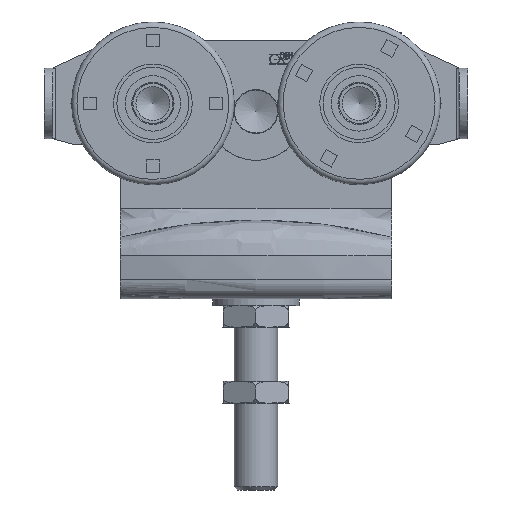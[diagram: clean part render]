
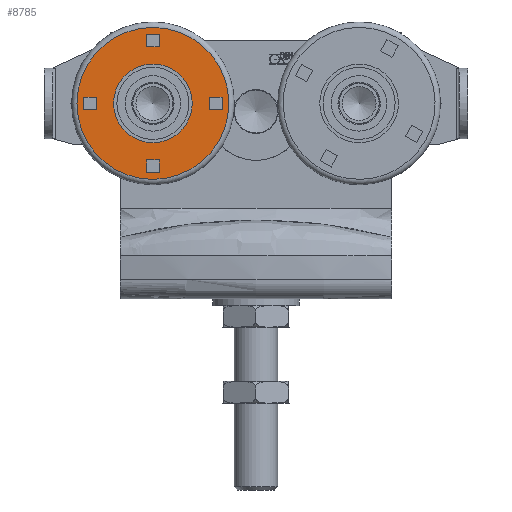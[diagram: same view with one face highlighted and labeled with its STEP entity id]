
A CAD part, left-side view. The second image highlights one B-rep face of the part: STEP entity #8785.
In plain terms, the highlighted planar face has unit normal (-1, 0, 0).
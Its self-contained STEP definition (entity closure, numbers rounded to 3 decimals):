
#357=FACE_BOUND('',#1904,.T.);
#358=FACE_BOUND('',#1905,.T.);
#359=FACE_BOUND('',#1906,.T.);
#360=FACE_BOUND('',#1907,.T.);
#361=FACE_BOUND('',#1908,.T.);
#842=CIRCLE('',#9640,28.);
#868=CIRCLE('',#9682,14.5);
#1367=FACE_OUTER_BOUND('',#1903,.T.);
#1903=EDGE_LOOP('',(#7611));
#1904=EDGE_LOOP('',(#7612,#7613,#7614,#7615));
#1905=EDGE_LOOP('',(#7616,#7617,#7618,#7619));
#1906=EDGE_LOOP('',(#7620,#7621,#7622,#7623));
#1907=EDGE_LOOP('',(#7624,#7625,#7626,#7627));
#1908=EDGE_LOOP('',(#7628));
#2656=LINE('',#15081,#3390);
#2659=LINE('',#15087,#3393);
#2662=LINE('',#15093,#3396);
#2665=LINE('',#15097,#3399);
#2668=LINE('',#15106,#3402);
#2671=LINE('',#15112,#3405);
#2674=LINE('',#15118,#3408);
#2677=LINE('',#15122,#3411);
#2680=LINE('',#15131,#3414);
#2683=LINE('',#15137,#3417);
#2686=LINE('',#15143,#3420);
#2689=LINE('',#15147,#3423);
#2692=LINE('',#15156,#3426);
#2695=LINE('',#15162,#3429);
#2698=LINE('',#15168,#3432);
#2701=LINE('',#15172,#3435);
#3390=VECTOR('',#11530,10.);
#3393=VECTOR('',#11535,10.);
#3396=VECTOR('',#11540,10.);
#3399=VECTOR('',#11545,10.);
#3402=VECTOR('',#11552,10.);
#3405=VECTOR('',#11557,10.);
#3408=VECTOR('',#11562,10.);
#3411=VECTOR('',#11567,10.);
#3414=VECTOR('',#11574,10.);
#3417=VECTOR('',#11579,10.);
#3420=VECTOR('',#11584,10.);
#3423=VECTOR('',#11589,10.);
#3426=VECTOR('',#11596,10.);
#3429=VECTOR('',#11601,10.);
#3432=VECTOR('',#11606,10.);
#3435=VECTOR('',#11611,10.);
#4112=VERTEX_POINT('',#15078);
#4113=VERTEX_POINT('',#15080);
#4115=VERTEX_POINT('',#15086);
#4117=VERTEX_POINT('',#15092);
#4120=VERTEX_POINT('',#15103);
#4121=VERTEX_POINT('',#15105);
#4123=VERTEX_POINT('',#15111);
#4125=VERTEX_POINT('',#15117);
#4128=VERTEX_POINT('',#15128);
#4129=VERTEX_POINT('',#15130);
#4131=VERTEX_POINT('',#15136);
#4133=VERTEX_POINT('',#15142);
#4136=VERTEX_POINT('',#15153);
#4137=VERTEX_POINT('',#15155);
#4139=VERTEX_POINT('',#15161);
#4141=VERTEX_POINT('',#15167);
#4144=VERTEX_POINT('',#15179);
#4165=VERTEX_POINT('',#15248);
#5271=EDGE_CURVE('',#4113,#4112,#2656,.T.);
#5274=EDGE_CURVE('',#4115,#4113,#2659,.T.);
#5277=EDGE_CURVE('',#4117,#4115,#2662,.T.);
#5280=EDGE_CURVE('',#4112,#4117,#2665,.T.);
#5283=EDGE_CURVE('',#4121,#4120,#2668,.T.);
#5286=EDGE_CURVE('',#4123,#4121,#2671,.T.);
#5289=EDGE_CURVE('',#4125,#4123,#2674,.T.);
#5292=EDGE_CURVE('',#4120,#4125,#2677,.T.);
#5295=EDGE_CURVE('',#4129,#4128,#2680,.T.);
#5298=EDGE_CURVE('',#4131,#4129,#2683,.T.);
#5301=EDGE_CURVE('',#4133,#4131,#2686,.T.);
#5304=EDGE_CURVE('',#4128,#4133,#2689,.T.);
#5307=EDGE_CURVE('',#4137,#4136,#2692,.T.);
#5310=EDGE_CURVE('',#4139,#4137,#2695,.T.);
#5313=EDGE_CURVE('',#4141,#4139,#2698,.T.);
#5316=EDGE_CURVE('',#4136,#4141,#2701,.T.);
#5320=EDGE_CURVE('',#4144,#4144,#842,.T.);
#5352=EDGE_CURVE('',#4165,#4165,#868,.T.);
#7611=ORIENTED_EDGE('',*,*,#5320,.F.);
#7612=ORIENTED_EDGE('',*,*,#5271,.T.);
#7613=ORIENTED_EDGE('',*,*,#5280,.T.);
#7614=ORIENTED_EDGE('',*,*,#5277,.T.);
#7615=ORIENTED_EDGE('',*,*,#5274,.T.);
#7616=ORIENTED_EDGE('',*,*,#5283,.T.);
#7617=ORIENTED_EDGE('',*,*,#5292,.T.);
#7618=ORIENTED_EDGE('',*,*,#5289,.T.);
#7619=ORIENTED_EDGE('',*,*,#5286,.T.);
#7620=ORIENTED_EDGE('',*,*,#5295,.T.);
#7621=ORIENTED_EDGE('',*,*,#5304,.T.);
#7622=ORIENTED_EDGE('',*,*,#5301,.T.);
#7623=ORIENTED_EDGE('',*,*,#5298,.T.);
#7624=ORIENTED_EDGE('',*,*,#5307,.T.);
#7625=ORIENTED_EDGE('',*,*,#5316,.T.);
#7626=ORIENTED_EDGE('',*,*,#5313,.T.);
#7627=ORIENTED_EDGE('',*,*,#5310,.T.);
#7628=ORIENTED_EDGE('',*,*,#5352,.T.);
#8350=PLANE('',#9683);
#8785=ADVANCED_FACE('',(#1367,#357,#358,#359,#360,#361),#8350,.T.);
#9640=AXIS2_PLACEMENT_3D('',#15181,#11622,#11623);
#9682=AXIS2_PLACEMENT_3D('',#15250,#11712,#11713);
#9683=AXIS2_PLACEMENT_3D('',#15251,#11714,#11715);
#11530=DIRECTION('',(0.,0.,-1.));
#11535=DIRECTION('',(0.,-1.,0.));
#11540=DIRECTION('',(0.,0.,1.));
#11545=DIRECTION('',(0.,1.,0.));
#11552=DIRECTION('',(0.,-1.,0.));
#11557=DIRECTION('',(0.,0.,1.));
#11562=DIRECTION('',(0.,1.,0.));
#11567=DIRECTION('',(0.,0.,-1.));
#11574=DIRECTION('',(0.,0.,1.));
#11579=DIRECTION('',(0.,1.,0.));
#11584=DIRECTION('',(0.,0.,-1.));
#11589=DIRECTION('',(0.,-1.,0.));
#11596=DIRECTION('',(0.,1.,0.));
#11601=DIRECTION('',(0.,0.,-1.));
#11606=DIRECTION('',(0.,-1.,0.));
#11611=DIRECTION('',(0.,0.,1.));
#11622=DIRECTION('center_axis',(1.,0.,0.));
#11623=DIRECTION('ref_axis',(0.,1.,0.));
#11712=DIRECTION('center_axis',(1.,0.,0.));
#11713=DIRECTION('ref_axis',(0.,1.,0.));
#11714=DIRECTION('center_axis',(-1.,0.,0.));
#11715=DIRECTION('ref_axis',(0.,0.,1.));
#15078=CARTESIAN_POINT('',(0.,-2.35,-25.5));
#15080=CARTESIAN_POINT('',(0.,-2.35,-20.8));
#15081=CARTESIAN_POINT('',(0.,-2.35,-12.75));
#15086=CARTESIAN_POINT('',(0.,2.35,-20.8));
#15087=CARTESIAN_POINT('',(0.,7.162,-20.8));
#15092=CARTESIAN_POINT('',(0.,2.35,-25.5));
#15093=CARTESIAN_POINT('',(0.,2.35,-10.4));
#15097=CARTESIAN_POINT('',(0.,9.512,-25.5));
#15103=CARTESIAN_POINT('',(0.,-25.5,2.35));
#15105=CARTESIAN_POINT('',(0.,-20.8,2.35));
#15106=CARTESIAN_POINT('',(0.,-4.413,2.35));
#15111=CARTESIAN_POINT('',(0.,-20.8,-2.35));
#15112=CARTESIAN_POINT('',(0.,-20.8,1.175));
#15117=CARTESIAN_POINT('',(0.,-25.5,-2.35));
#15118=CARTESIAN_POINT('',(0.,-2.063,-2.35));
#15122=CARTESIAN_POINT('',(0.,-25.5,-1.175));
#15128=CARTESIAN_POINT('',(0.,2.35,25.5));
#15130=CARTESIAN_POINT('',(0.,2.35,20.8));
#15131=CARTESIAN_POINT('',(0.,2.35,12.75));
#15136=CARTESIAN_POINT('',(0.,-2.35,20.8));
#15137=CARTESIAN_POINT('',(0.,9.512,20.8));
#15142=CARTESIAN_POINT('',(0.,-2.35,25.5));
#15143=CARTESIAN_POINT('',(0.,-2.35,10.4));
#15147=CARTESIAN_POINT('',(0.,7.162,25.5));
#15153=CARTESIAN_POINT('',(0.,25.5,-2.35));
#15155=CARTESIAN_POINT('',(0.,20.8,-2.35));
#15156=CARTESIAN_POINT('',(0.,21.087,-2.35));
#15161=CARTESIAN_POINT('',(0.,20.8,2.35));
#15162=CARTESIAN_POINT('',(0.,20.8,-1.175));
#15167=CARTESIAN_POINT('',(0.,25.5,2.35));
#15168=CARTESIAN_POINT('',(0.,18.737,2.35));
#15172=CARTESIAN_POINT('',(0.,25.5,1.175));
#15179=CARTESIAN_POINT('',(0.,0.,28.));
#15181=CARTESIAN_POINT('Origin',(0.,0.,0.));
#15248=CARTESIAN_POINT('',(0.,-14.5,0.));
#15250=CARTESIAN_POINT('Origin',(0.,0.,0.));
#15251=CARTESIAN_POINT('Origin',(0.,16.675,0.));
